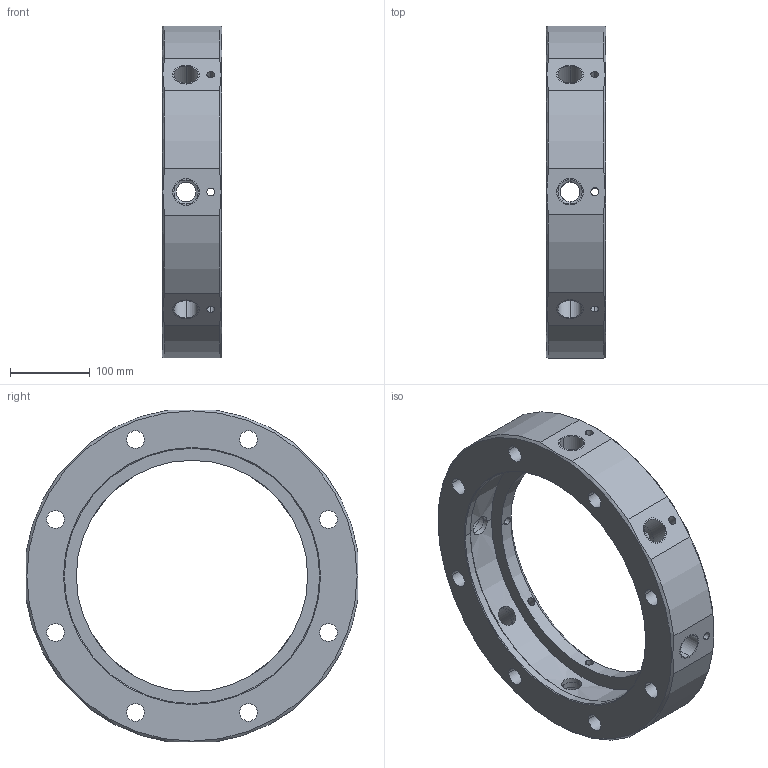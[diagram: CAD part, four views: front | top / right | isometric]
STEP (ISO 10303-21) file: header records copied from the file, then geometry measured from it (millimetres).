
FILE_DESCRIPTION((''),'2;1');
FILE_NAME('E2355219','2020-12-07T',('alu'),(''),'CREO PARAMETRIC BY PTC INC, 2016380','CREO PARAMETRIC BY PTC INC, 2016380','');
FILE_SCHEMA(('CONFIG_CONTROL_DESIGN'));
Length unit declared in the file: millimetre
Products named in the file (1): E2355219
Bounding box: 75 x 416 x 416 mm (x, y, z)
Volume: 3920745.5 mm3; surface area: 438160.2 mm2
Topology: 1 solids, 21 shells, 247 faces, 640 edges, 408 vertices
Faces by surface type: cylinder 158, cone 50, plane 39
Entity records: 8007 total; most frequent: CARTESIAN_POINT 1778, DIRECTION 1396, ORIENTED_EDGE 1152, EDGE_CURVE 616, AXIS2_PLACEMENT_3D 588, VERTEX_POINT 408, CIRCLE 340, EDGE_LOOP 334
